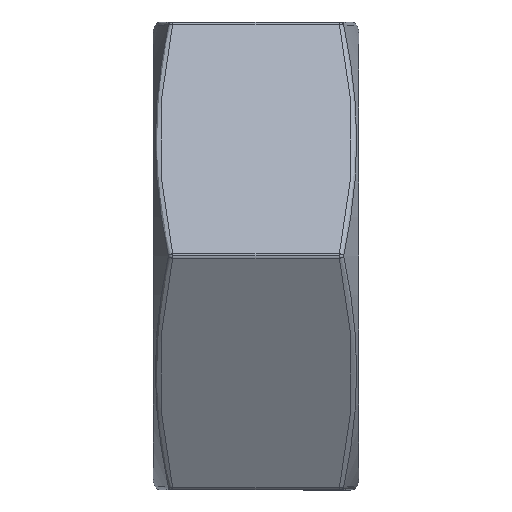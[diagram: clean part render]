
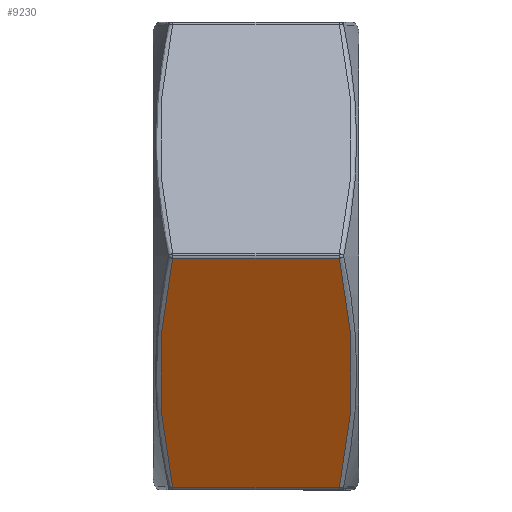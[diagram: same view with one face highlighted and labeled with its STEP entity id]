
A CAD part, front view. The second image highlights one B-rep face of the part: STEP entity #9230.
In plain terms, the highlighted planar face has unit normal (0, -0.866, -0.5).
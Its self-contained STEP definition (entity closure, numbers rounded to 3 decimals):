
#440 = VECTOR ( 'NONE', #14696, 1000. ) ;
#673 = EDGE_CURVE ( 'NONE', #7513, #16970, #13444, .T. ) ;
#723 = CARTESIAN_POINT ( 'NONE',  ( -1.668, -27.554, -2.275 ) ) ;
#843 = CARTESIAN_POINT ( 'NONE',  ( -0.714, -20.461, -14.561 ) ) ;
#1076 = CARTESIAN_POINT ( 'NONE',  ( -20.68, -16.92, -20.693 ) ) ;
#1852 = EDGE_CURVE ( 'NONE', #3669, #17699, #16000, .T. ) ;
#2672 = CARTESIAN_POINT ( 'NONE',  ( -2.094, -28.723, -0.25 ) ) ;
#2868 = EDGE_CURVE ( 'NONE', #17699, #7513, #9145, .T. ) ;
#3008 = DIRECTION ( 'NONE',  ( 0., -0.5, 0.866 ) ) ;
#3478 = CARTESIAN_POINT ( 'NONE',  ( -19.906, -28.723, -0.25 ) ) ;
#3556 = CARTESIAN_POINT ( 'NONE',  ( -1.32, -16.92, -20.693 ) ) ;
#3669 = VERTEX_POINT ( 'NONE', #16331 ) ;
#3710 = CARTESIAN_POINT ( 'NONE',  ( -2.094, -14.578, -24.75 ) ) ;
#4432 = CARTESIAN_POINT ( 'NONE',  ( 0., -34.151, 9.151 ) ) ;
#4926 = CARTESIAN_POINT ( 'NONE',  ( -0.843, -19.277, -16.611 ) ) ;
#5150 = CARTESIAN_POINT ( 'NONE',  ( -20.68, -26.381, -4.307 ) ) ;
#5328 = CARTESIAN_POINT ( 'NONE',  ( -21.157, -19.277, -16.611 ) ) ;
#5545 = DIRECTION ( 'NONE',  ( -1., 0., 0. ) ) ;
#5737 = VECTOR ( 'NONE', #5545, 1000. ) ;
#5769 = ORIENTED_EDGE ( 'NONE', *, *, #673, .T. ) ;
#6289 = FACE_OUTER_BOUND ( 'NONE', #9833, .T. ) ;
#6461 = ORIENTED_EDGE ( 'NONE', *, *, #2868, .T. ) ;
#6892 = CARTESIAN_POINT ( 'NONE',  ( 0., -28.723, -0.25 ) ) ;
#7513 = VERTEX_POINT ( 'NONE', #2672 ) ;
#8712 = PLANE ( 'NONE',  #13555 ) ;
#9145 = B_SPLINE_CURVE_WITH_KNOTS ( 'NONE', 3,
 ( #16609, #13721, #3556, #4926, #843, #13667, #15207, #17930, #723, #9283 ),
 .UNSPECIFIED., .F., .F.,
 ( 4, 2, 2, 2, 4 ),
 ( 0., 0.007, 0.014, 0.021, 0.028 ),
 .UNSPECIFIED. ) ;
#9230 = ADVANCED_FACE ( 'NONE', ( #6289 ), #8712, .F. ) ;
#9283 = CARTESIAN_POINT ( 'NONE',  ( -2.094, -28.723, -0.25 ) ) ;
#9519 = CARTESIAN_POINT ( 'NONE',  ( -21.157, -24.024, -8.389 ) ) ;
#9570 = ORIENTED_EDGE ( 'NONE', *, *, #1852, .T. ) ;
#9833 = EDGE_LOOP ( 'NONE', ( #6461, #5769, #14128, #9570 ) ) ;
#10480 = CARTESIAN_POINT ( 'NONE',  ( 0., -14.578, -24.75 ) ) ;
#11083 = CARTESIAN_POINT ( 'NONE',  ( -20.332, -15.747, -22.725 ) ) ;
#11473 = CARTESIAN_POINT ( 'NONE',  ( -19.906, -28.723, -0.25 ) ) ;
#11625 = DIRECTION ( 'NONE',  ( 0., 0.866, 0.5 ) ) ;
#12265 = EDGE_CURVE ( 'NONE', #16970, #3669, #16807, .T. ) ;
#12550 = CARTESIAN_POINT ( 'NONE',  ( -19.906, -14.578, -24.75 ) ) ;
#13444 = LINE ( 'NONE', #6892, #5737 ) ;
#13555 = AXIS2_PLACEMENT_3D ( 'NONE', #4432, #11625, #3008 ) ;
#13667 = CARTESIAN_POINT ( 'NONE',  ( -0.714, -22.841, -10.439 ) ) ;
#13721 = CARTESIAN_POINT ( 'NONE',  ( -1.668, -15.747, -22.725 ) ) ;
#14010 = CARTESIAN_POINT ( 'NONE',  ( -20.332, -27.554, -2.275 ) ) ;
#14128 = ORIENTED_EDGE ( 'NONE', *, *, #12265, .T. ) ;
#14696 = DIRECTION ( 'NONE',  ( 1., 0., 0. ) ) ;
#15207 = CARTESIAN_POINT ( 'NONE',  ( -0.843, -24.024, -8.389 ) ) ;
#16000 = LINE ( 'NONE', #10480, #440 ) ;
#16331 = CARTESIAN_POINT ( 'NONE',  ( -19.906, -14.578, -24.75 ) ) ;
#16609 = CARTESIAN_POINT ( 'NONE',  ( -2.094, -14.578, -24.75 ) ) ;
#16645 = CARTESIAN_POINT ( 'NONE',  ( -21.286, -22.841, -10.439 ) ) ;
#16807 = B_SPLINE_CURVE_WITH_KNOTS ( 'NONE', 3,
 ( #3478, #14010, #5150, #9519, #16645, #18207, #5328, #1076, #11083, #12550 ),
 .UNSPECIFIED., .F., .F.,
 ( 4, 2, 2, 2, 4 ),
 ( 0., 0.007, 0.014, 0.021, 0.028 ),
 .UNSPECIFIED. ) ;
#16970 = VERTEX_POINT ( 'NONE', #11473 ) ;
#17699 = VERTEX_POINT ( 'NONE', #3710 ) ;
#17930 = CARTESIAN_POINT ( 'NONE',  ( -1.32, -26.381, -4.307 ) ) ;
#18207 = CARTESIAN_POINT ( 'NONE',  ( -21.286, -20.461, -14.561 ) ) ;
